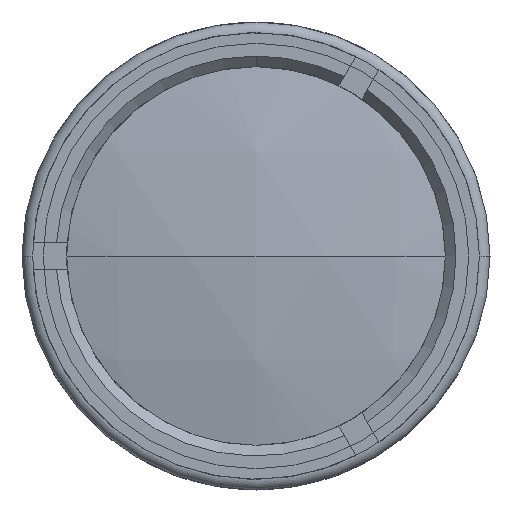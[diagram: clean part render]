
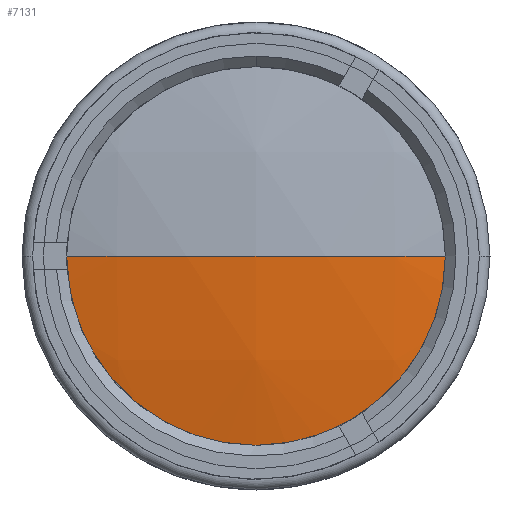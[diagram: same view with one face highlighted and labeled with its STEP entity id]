
A CAD part, left-side view. The second image highlights one B-rep face of the part: STEP entity #7131.
In plain terms, the highlighted spherical face has radius 87.5 mm.
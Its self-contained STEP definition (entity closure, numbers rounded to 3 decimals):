
#44 = EDGE_LOOP ( 'NONE', ( #4517, #8539, #3241 ) ) ;
#217 = DIRECTION ( 'NONE',  ( 0., -1., 0. ) ) ;
#398 = SPHERICAL_SURFACE ( 'NONE', #3153, 87.5 ) ;
#647 = EDGE_CURVE ( 'NONE', #4360, #1316, #1202, .T. ) ;
#826 = CARTESIAN_POINT ( 'NONE',  ( 8.616, 0., 0. ) ) ;
#1202 = CIRCLE ( 'NONE', #4628, 87.5 ) ;
#1316 = VERTEX_POINT ( 'NONE', #6166 ) ;
#1563 = DIRECTION ( 'NONE',  ( 0., 1., 0. ) ) ;
#1660 = CIRCLE ( 'NONE', #6329, 19.5 ) ;
#2022 = CARTESIAN_POINT ( 'NONE',  ( -76.683, 19.5, 0. ) ) ;
#2225 = DIRECTION ( 'NONE',  ( -1., 0., 0. ) ) ;
#2245 = VERTEX_POINT ( 'NONE', #2022 ) ;
#3153 = AXIS2_PLACEMENT_3D ( 'NONE', #4199, #3494, #8560 ) ;
#3241 = ORIENTED_EDGE ( 'NONE', *, *, #8437, .F. ) ;
#3494 = DIRECTION ( 'NONE',  ( 0., 0., -1. ) ) ;
#4199 = CARTESIAN_POINT ( 'NONE',  ( 8.616, 0., 0. ) ) ;
#4360 = VERTEX_POINT ( 'NONE', #4508 ) ;
#4508 = CARTESIAN_POINT ( 'NONE',  ( -76.683, -19.5, 0. ) ) ;
#4517 = ORIENTED_EDGE ( 'NONE', *, *, #7824, .T. ) ;
#4599 = DIRECTION ( 'NONE',  ( 0., 0., 1. ) ) ;
#4628 = AXIS2_PLACEMENT_3D ( 'NONE', #826, #5964, #1563 ) ;
#5889 = CIRCLE ( 'NONE', #8980, 87.5 ) ;
#5964 = DIRECTION ( 'NONE',  ( 0., 0., -1. ) ) ;
#6166 = CARTESIAN_POINT ( 'NONE',  ( -78.884, 0., 0. ) ) ;
#6329 = AXIS2_PLACEMENT_3D ( 'NONE', #6590, #2225, #7337 ) ;
#6590 = CARTESIAN_POINT ( 'NONE',  ( -76.683, 0., 0. ) ) ;
#7131 = ADVANCED_FACE ( 'NONE', ( #8593 ), #398, .T. ) ;
#7337 = DIRECTION ( 'NONE',  ( 0., 0., 1. ) ) ;
#7824 = EDGE_CURVE ( 'NONE', #2245, #4360, #1660, .T. ) ;
#8437 = EDGE_CURVE ( 'NONE', #2245, #1316, #5889, .T. ) ;
#8539 = ORIENTED_EDGE ( 'NONE', *, *, #647, .T. ) ;
#8560 = DIRECTION ( 'NONE',  ( 0., 1., 0. ) ) ;
#8593 = FACE_OUTER_BOUND ( 'NONE', #44, .T. ) ;
#8927 = CARTESIAN_POINT ( 'NONE',  ( 8.616, 0., 0. ) ) ;
#8980 = AXIS2_PLACEMENT_3D ( 'NONE', #8927, #4599, #217 ) ;
